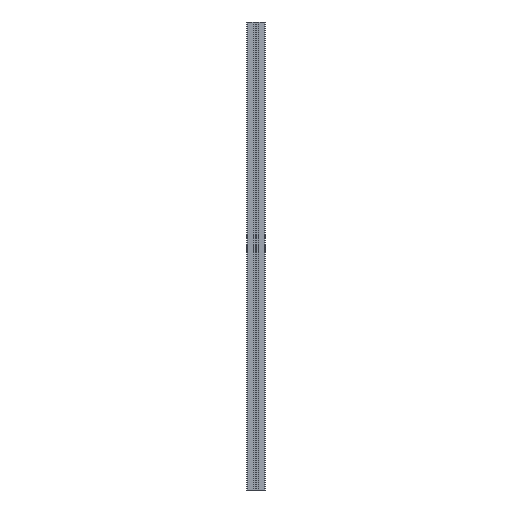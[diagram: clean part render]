
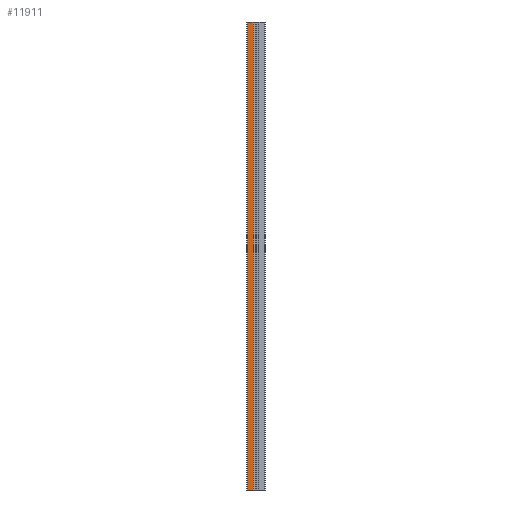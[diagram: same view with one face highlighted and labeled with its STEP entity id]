
A CAD part, left-side view. The second image highlights one B-rep face of the part: STEP entity #11911.
In plain terms, the highlighted planar face has unit normal (-1, 0, 0).
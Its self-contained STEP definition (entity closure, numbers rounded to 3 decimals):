
#1395 = VERTEX_POINT ( 'NONE', #5710 ) ;
#1436 = CARTESIAN_POINT ( 'NONE',  ( -20., 18., -1000. ) ) ;
#1560 = ORIENTED_EDGE ( 'NONE', *, *, #1719, .F. ) ;
#1719 = EDGE_CURVE ( 'NONE', #1395, #16203, #11633, .T. ) ;
#2472 = LINE ( 'NONE', #17688, #17598 ) ;
#2848 = EDGE_LOOP ( 'NONE', ( #3946, #2954, #8349, #1560 ) ) ;
#2954 = ORIENTED_EDGE ( 'NONE', *, *, #18776, .T. ) ;
#3182 = VERTEX_POINT ( 'NONE', #1436 ) ;
#3946 = ORIENTED_EDGE ( 'NONE', *, *, #6495, .T. ) ;
#4072 = CARTESIAN_POINT ( 'NONE',  ( -20., 6.325, -1000. ) ) ;
#4892 = DIRECTION ( 'NONE',  ( 0., 0., -1. ) ) ;
#5101 = VECTOR ( 'NONE', #4892, 1000. ) ;
#5463 = LINE ( 'NONE', #15493, #13011 ) ;
#5499 = DIRECTION ( 'NONE',  ( 0., 1., 0. ) ) ;
#5710 = CARTESIAN_POINT ( 'NONE',  ( -20., 6.325, 0. ) ) ;
#6495 = EDGE_CURVE ( 'NONE', #1395, #10641, #5463, .T. ) ;
#8127 = FACE_OUTER_BOUND ( 'NONE', #2848, .T. ) ;
#8349 = ORIENTED_EDGE ( 'NONE', *, *, #12534, .F. ) ;
#8813 = CARTESIAN_POINT ( 'NONE',  ( -20., 18., 0. ) ) ;
#9111 = LINE ( 'NONE', #12424, #5101 ) ;
#9973 = PLANE ( 'NONE',  #18558 ) ;
#10641 = VERTEX_POINT ( 'NONE', #8813 ) ;
#11508 = CARTESIAN_POINT ( 'NONE',  ( -20., 20., -1000. ) ) ;
#11633 = LINE ( 'NONE', #4072, #15177 ) ;
#11911 = ADVANCED_FACE ( 'NONE', ( #8127 ), #9973, .T. ) ;
#12424 = CARTESIAN_POINT ( 'NONE',  ( -20., 18., -1000. ) ) ;
#12534 = EDGE_CURVE ( 'NONE', #16203, #3182, #2472, .T. ) ;
#13011 = VECTOR ( 'NONE', #13964, 1000. ) ;
#13964 = DIRECTION ( 'NONE',  ( 0., 1., 0. ) ) ;
#14531 = DIRECTION ( 'NONE',  ( -1., 0., 0. ) ) ;
#15177 = VECTOR ( 'NONE', #18997, 1000. ) ;
#15493 = CARTESIAN_POINT ( 'NONE',  ( -20., 20., 0. ) ) ;
#15966 = CARTESIAN_POINT ( 'NONE',  ( -20., 6.325, -1000. ) ) ;
#16176 = DIRECTION ( 'NONE',  ( 0., 1., 0. ) ) ;
#16203 = VERTEX_POINT ( 'NONE', #15966 ) ;
#17598 = VECTOR ( 'NONE', #16176, 1000. ) ;
#17688 = CARTESIAN_POINT ( 'NONE',  ( -20., 20., -1000. ) ) ;
#18558 = AXIS2_PLACEMENT_3D ( 'NONE', #11508, #14531, #5499 ) ;
#18776 = EDGE_CURVE ( 'NONE', #10641, #3182, #9111, .T. ) ;
#18997 = DIRECTION ( 'NONE',  ( 0., 0., -1. ) ) ;
